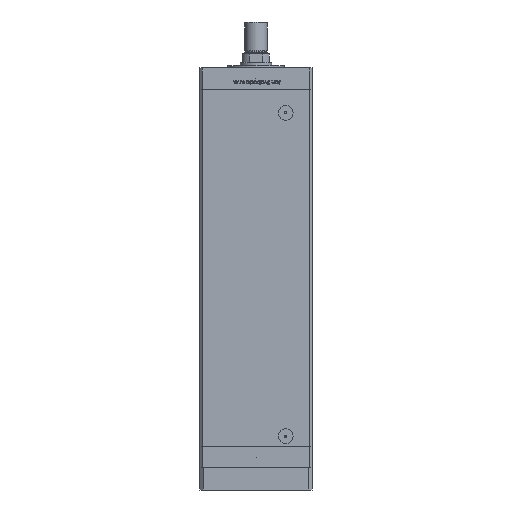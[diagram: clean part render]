
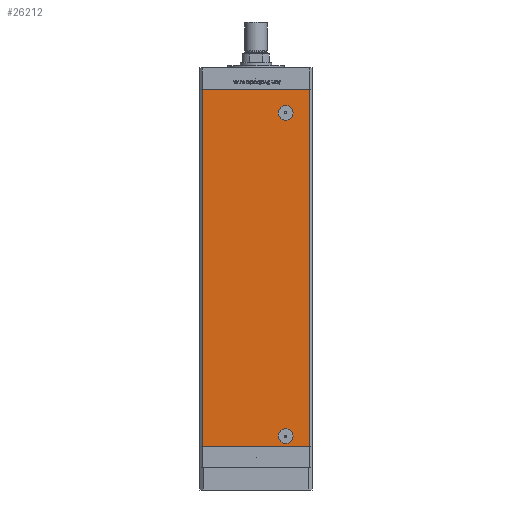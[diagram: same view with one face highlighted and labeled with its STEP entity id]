
A CAD part, front view. The second image highlights one B-rep face of the part: STEP entity #26212.
In plain terms, the highlighted planar face has unit normal (0, -1, 0).
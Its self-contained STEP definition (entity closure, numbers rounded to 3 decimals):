
#7 = VECTOR ( 'NONE', #22400, 1000. ) ;
#386 = CARTESIAN_POINT ( 'NONE',  ( -48., -43.5, 318.5 ) ) ;
#760 = CARTESIAN_POINT ( 'NONE',  ( -48., -43.5, 318.5 ) ) ;
#1029 = FACE_OUTER_BOUND ( 'NONE', #10002, .T. ) ;
#1062 = DIRECTION ( 'NONE',  ( 0., 1., 0. ) ) ;
#2098 = LINE ( 'NONE', #27540, #53251 ) ;
#3446 = CARTESIAN_POINT ( 'NONE',  ( 26.5, -43.5, 15.58 ) ) ;
#3747 = ORIENTED_EDGE ( 'NONE', *, *, #46185, .T. ) ;
#4060 = ORIENTED_EDGE ( 'NONE', *, *, #10337, .F. ) ;
#4898 = DIRECTION ( 'NONE',  ( 0., 0., -1. ) ) ;
#5098 = CARTESIAN_POINT ( 'NONE',  ( -48., -43.5, 318.5 ) ) ;
#7625 = ORIENTED_EDGE ( 'NONE', *, *, #38097, .T. ) ;
#7851 = AXIS2_PLACEMENT_3D ( 'NONE', #26426, #14645, #10818 ) ;
#9450 = EDGE_CURVE ( 'NONE', #28651, #45211, #47061, .T. ) ;
#9511 = FACE_BOUND ( 'NONE', #28260, .T. ) ;
#10002 = EDGE_LOOP ( 'NONE', ( #10280, #13417, #26192, #3747 ) ) ;
#10180 = CARTESIAN_POINT ( 'NONE',  ( 26.5, -43.5, 304.08 ) ) ;
#10280 = ORIENTED_EDGE ( 'NONE', *, *, #19509, .T. ) ;
#10337 = EDGE_CURVE ( 'NONE', #15296, #25691, #41075, .T. ) ;
#10818 = DIRECTION ( 'NONE',  ( 0., 0., -1. ) ) ;
#11680 = CIRCLE ( 'NONE', #15162, 6.58 ) ;
#12076 = VECTOR ( 'NONE', #36355, 1000. ) ;
#12796 = CARTESIAN_POINT ( 'NONE',  ( 26.5, -43.5, 9. ) ) ;
#13103 = CARTESIAN_POINT ( 'NONE',  ( 26.5, -43.5, 297.5 ) ) ;
#13417 = ORIENTED_EDGE ( 'NONE', *, *, #22100, .F. ) ;
#14645 = DIRECTION ( 'NONE',  ( 0., -1., 0. ) ) ;
#15162 = AXIS2_PLACEMENT_3D ( 'NONE', #25412, #1062, #4898 ) ;
#15296 = VERTEX_POINT ( 'NONE', #3446 ) ;
#16348 = CARTESIAN_POINT ( 'NONE',  ( -48., -43.5, 0. ) ) ;
#19173 = AXIS2_PLACEMENT_3D ( 'NONE', #12796, #28959, #24857 ) ;
#19509 = EDGE_CURVE ( 'NONE', #21726, #53692, #19914, .T. ) ;
#19914 = LINE ( 'NONE', #16348, #12076 ) ;
#20059 = VERTEX_POINT ( 'NONE', #10180 ) ;
#20908 = EDGE_CURVE ( 'NONE', #44965, #20059, #38362, .T. ) ;
#20929 = CIRCLE ( 'NONE', #19173, 6.58 ) ;
#21726 = VERTEX_POINT ( 'NONE', #42479 ) ;
#22100 = EDGE_CURVE ( 'NONE', #45211, #53692, #2098, .T. ) ;
#22400 = DIRECTION ( 'NONE',  ( 1., 0., 0. ) ) ;
#22961 = EDGE_CURVE ( 'NONE', #25691, #15296, #20929, .T. ) ;
#23145 = CARTESIAN_POINT ( 'NONE',  ( 48., -43.5, 0. ) ) ;
#24378 = AXIS2_PLACEMENT_3D ( 'NONE', #13103, #51166, #41865 ) ;
#24716 = EDGE_LOOP ( 'NONE', ( #41482, #4060 ) ) ;
#24857 = DIRECTION ( 'NONE',  ( 0., 0., -1. ) ) ;
#25383 = CARTESIAN_POINT ( 'NONE',  ( 26.5, -43.5, 290.92 ) ) ;
#25412 = CARTESIAN_POINT ( 'NONE',  ( 26.5, -43.5, 297.5 ) ) ;
#25691 = VERTEX_POINT ( 'NONE', #27215 ) ;
#26192 = ORIENTED_EDGE ( 'NONE', *, *, #9450, .F. ) ;
#26212 = ADVANCED_FACE ( 'NONE', ( #46486, #1029, #9511 ), #42374, .F. ) ;
#26426 = CARTESIAN_POINT ( 'NONE',  ( 26.5, -43.5, 9. ) ) ;
#27215 = CARTESIAN_POINT ( 'NONE',  ( 26.5, -43.5, 2.42 ) ) ;
#27296 = CARTESIAN_POINT ( 'NONE',  ( 48., -43.5, 318.5 ) ) ;
#27540 = CARTESIAN_POINT ( 'NONE',  ( 48., -43.5, 318.5 ) ) ;
#28260 = EDGE_LOOP ( 'NONE', ( #35547, #7625 ) ) ;
#28651 = VERTEX_POINT ( 'NONE', #386 ) ;
#28959 = DIRECTION ( 'NONE',  ( 0., -1., 0. ) ) ;
#29780 = AXIS2_PLACEMENT_3D ( 'NONE', #760, #34427, #38241 ) ;
#30636 = CARTESIAN_POINT ( 'NONE',  ( -48., -43.5, 318.5 ) ) ;
#31112 = DIRECTION ( 'NONE',  ( 0., 0., -1. ) ) ;
#34427 = DIRECTION ( 'NONE',  ( 0., 1., 0. ) ) ;
#35547 = ORIENTED_EDGE ( 'NONE', *, *, #20908, .T. ) ;
#36355 = DIRECTION ( 'NONE',  ( 1., 0., 0. ) ) ;
#37259 = VECTOR ( 'NONE', #42879, 1000. ) ;
#38097 = EDGE_CURVE ( 'NONE', #20059, #44965, #11680, .T. ) ;
#38241 = DIRECTION ( 'NONE',  ( 0., 0., 1. ) ) ;
#38362 = CIRCLE ( 'NONE', #24378, 6.58 ) ;
#41075 = CIRCLE ( 'NONE', #7851, 6.58 ) ;
#41482 = ORIENTED_EDGE ( 'NONE', *, *, #22961, .F. ) ;
#41865 = DIRECTION ( 'NONE',  ( 0., 0., -1. ) ) ;
#42374 = PLANE ( 'NONE',  #29780 ) ;
#42479 = CARTESIAN_POINT ( 'NONE',  ( -48., -43.5, 0. ) ) ;
#42605 = LINE ( 'NONE', #5098, #37259 ) ;
#42879 = DIRECTION ( 'NONE',  ( 0., 0., -1. ) ) ;
#44965 = VERTEX_POINT ( 'NONE', #25383 ) ;
#45211 = VERTEX_POINT ( 'NONE', #27296 ) ;
#46185 = EDGE_CURVE ( 'NONE', #28651, #21726, #42605, .T. ) ;
#46486 = FACE_BOUND ( 'NONE', #24716, .T. ) ;
#47061 = LINE ( 'NONE', #30636, #7 ) ;
#51166 = DIRECTION ( 'NONE',  ( 0., 1., 0. ) ) ;
#53251 = VECTOR ( 'NONE', #31112, 1000. ) ;
#53692 = VERTEX_POINT ( 'NONE', #23145 ) ;
